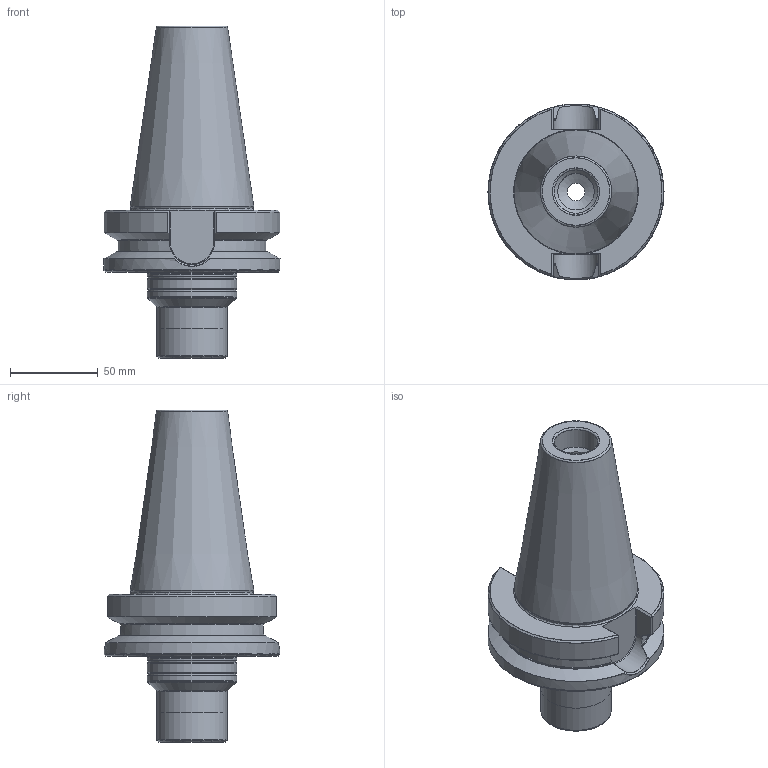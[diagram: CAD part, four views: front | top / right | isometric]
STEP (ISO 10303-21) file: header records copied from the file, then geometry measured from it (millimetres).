
FILE_DESCRIPTION(/* description */ (''),/* implementation_level */ '2;1');
FILE_NAME(/* name */ '415013250.stp',/* time_stamp */ '2021-01-08T12:37:57',/* author */ ('LRA'),/* organization */ ('REGO-FIX'),/* preprocessor_version */ ' Unknown',/* originating_system */ 'SIEMENS PLM Software Solid Edge ST10',/* authorization */ 'Unknown');
FILE_SCHEMA (('AUTOMOTIVE_DESIGN { 1 0 10303 214 2 1 1}'));
Length unit declared in the file: millimetre
Products named in the file (1): NOCUT
Bounding box: 100.3 x 100.3 x 189.2 mm (x, y, z)
Volume: 1004619.4 mm3; surface area: 125548.1 mm2
Topology: 2 solids, 2 shells, 177 faces, 429 edges, 259 vertices
Faces by surface type: plane 55, cone 46, cylinder 43, torus 29, bspline 4
Full cylindrical faces by diameter (mm): 10.106 x2, 20.751 x2, 20.752 x2, 23.5 x2, 24.7 x1, 25 x1, 40 x2, 40.3 x1, 50 x1, 50.3 x1, 50.5 x3, 50.8 x3, 100 x1, 100.3 x1
Entity records: 6158 total; most frequent: CARTESIAN_POINT 1221, DIRECTION 760, ORIENTED_EDGE 678, EDGE_CURVE 339, AXIS2_PLACEMENT_3D 324, EDGE_LOOP 258, FACE_BOUND 258, VERTEX_POINT 243
